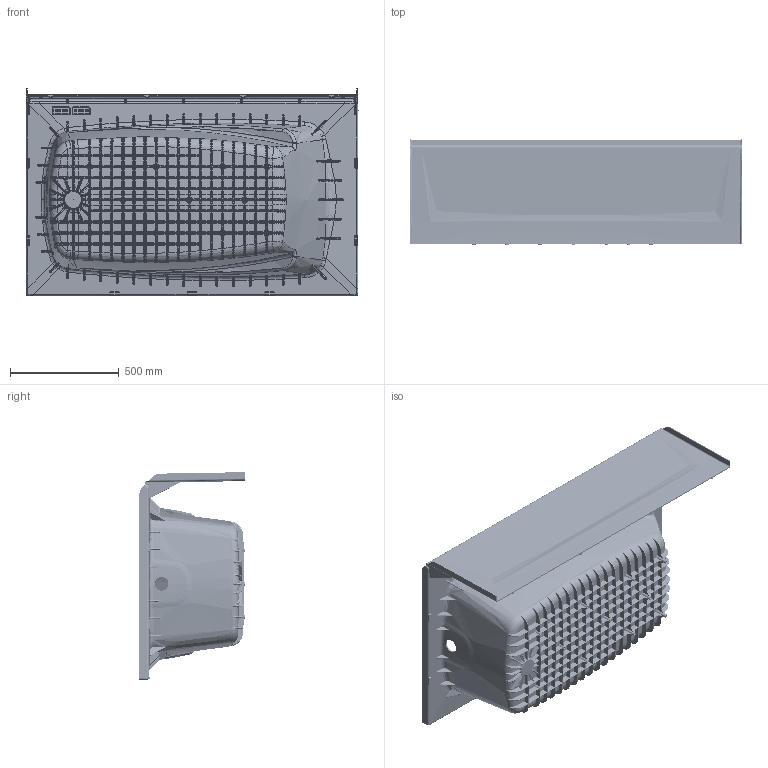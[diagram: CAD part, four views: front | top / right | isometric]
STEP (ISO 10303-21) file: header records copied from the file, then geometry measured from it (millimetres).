
FILE_DESCRIPTION (( 'STEP AP203' ), '1' );
FILE_NAME ('6036CTL.STEP', '2023-06-07T16:40:16', ( '' ), ( '' ), 'SwSTEP 2.0', 'SolidWorks 2020', '' );
FILE_SCHEMA (( 'CONFIG_CONTROL_DESIGN' ));
Products named in the file (1): 6036CTL
Bounding box: 1524.01 x 482.87 x 953.43 mm (x, y, z)
Volume: 15346593.8 mm3; surface area: 7389281.3 mm2
Topology: 1 solids, 1 shells, 9966 faces, 24202 edges, 13797 vertices
Faces by surface type: bspline 4396, cylinder 2998, plane 2353, cone 104, sphere 63, torus 52
Entity records: 436342 total; most frequent: CARTESIAN_POINT 247840, ORIENTED_EDGE 46958, DIRECTION 30031, EDGE_CURVE 23479, VERTEX_POINT 13797, AXIS2_PLACEMENT_3D 10716, EDGE_LOOP 10250, ADVANCED_FACE 9966
